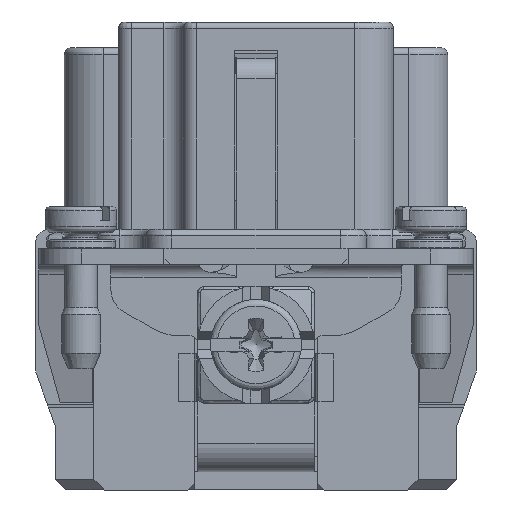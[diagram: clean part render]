
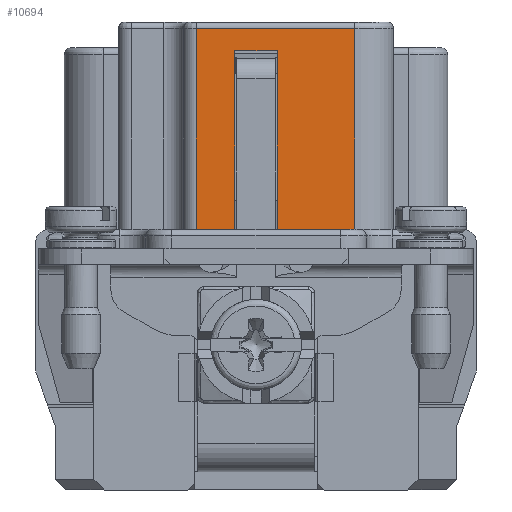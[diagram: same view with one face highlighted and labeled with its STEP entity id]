
A CAD part, left-side view. The second image highlights one B-rep face of the part: STEP entity #10694.
In plain terms, the highlighted planar face has unit normal (-1, 0, 0).
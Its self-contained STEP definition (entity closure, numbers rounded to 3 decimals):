
#9404=FACE_OUTER_BOUND('',#14159,.T.);
#10694=ADVANCED_FACE('',(#9404),#11718,.T.);
#11718=PLANE('',#34864);
#14159=EDGE_LOOP('',(#17103,#17104,#17105,#17106,#17107,#17108,#17109,#17110));
#17103=ORIENTED_EDGE('',*,*,#24903,.T.);
#17104=ORIENTED_EDGE('',*,*,#24896,.T.);
#17105=ORIENTED_EDGE('',*,*,#24904,.T.);
#17106=ORIENTED_EDGE('',*,*,#24905,.T.);
#17107=ORIENTED_EDGE('',*,*,#24884,.F.);
#17108=ORIENTED_EDGE('',*,*,#24881,.T.);
#17109=ORIENTED_EDGE('',*,*,#24755,.T.);
#17110=ORIENTED_EDGE('',*,*,#24906,.T.);
#22360=VERTEX_POINT('',#45918);
#22363=VERTEX_POINT('',#45923);
#22436=VERTEX_POINT('',#46365);
#22437=VERTEX_POINT('',#46395);
#22443=VERTEX_POINT('',#46409);
#22447=VERTEX_POINT('',#46418);
#22451=VERTEX_POINT('',#46429);
#22453=VERTEX_POINT('',#46436);
#24755=EDGE_CURVE('',#22360,#22363,#29006,.T.);
#24881=EDGE_CURVE('',#22436,#22360,#29085,.T.);
#24884=EDGE_CURVE('',#22436,#22437,#29086,.T.);
#24896=EDGE_CURVE('',#22443,#22447,#29097,.T.);
#24903=EDGE_CURVE('',#22451,#22443,#29104,.T.);
#24904=EDGE_CURVE('',#22447,#22453,#29105,.T.);
#24905=EDGE_CURVE('',#22453,#22437,#29106,.T.);
#24906=EDGE_CURVE('',#22363,#22451,#29107,.T.);
#29006=LINE('',#45924,#30847);
#29085=LINE('',#46364,#30926);
#29086=LINE('',#46394,#30927);
#29097=LINE('',#46419,#30938);
#29104=LINE('',#46433,#30945);
#29105=LINE('',#46435,#30946);
#29106=LINE('',#46437,#30947);
#29107=LINE('',#46438,#30948);
#30847=VECTOR('',#38581,1.);
#30926=VECTOR('',#38836,1.);
#30927=VECTOR('',#38843,1.);
#30938=VECTOR('',#38860,1.);
#30945=VECTOR('',#38871,1.);
#30946=VECTOR('',#38874,1.);
#30947=VECTOR('',#38875,1.);
#30948=VECTOR('',#38876,1.);
#34864=AXIS2_PLACEMENT_3D('',#46439,#38877,#38878);
#38581=DIRECTION('',(0.,0.,-1.));
#38836=DIRECTION('',(0.,1.,0.));
#38843=DIRECTION('',(0.,0.,-1.));
#38860=DIRECTION('',(0.,-1.,0.));
#38871=DIRECTION('',(0.,0.,1.));
#38874=DIRECTION('',(0.,0.,-1.));
#38875=DIRECTION('',(0.,-1.,0.));
#38876=DIRECTION('',(0.,-1.,0.));
#38877=DIRECTION('',(-1.,0.,0.));
#38878=DIRECTION('',(0.,-1.,0.));
#45918=CARTESIAN_POINT('',(-22.,4.6,18.2));
#45923=CARTESIAN_POINT('',(-22.,4.6,2.7));
#45924=CARTESIAN_POINT('',(-22.,4.6,18.2));
#46364=CARTESIAN_POINT('',(-22.,-7.6,18.2));
#46365=CARTESIAN_POINT('',(-22.,-7.6,18.2));
#46394=CARTESIAN_POINT('',(-22.,-7.6,18.2));
#46395=CARTESIAN_POINT('',(-22.,-7.6,2.7));
#46409=CARTESIAN_POINT('',(-22.,1.65,16.5));
#46418=CARTESIAN_POINT('',(-22.,-1.65,16.5));
#46419=CARTESIAN_POINT('',(-22.,1.65,16.5));
#46429=CARTESIAN_POINT('',(-22.,1.65,2.7));
#46433=CARTESIAN_POINT('',(-22.,1.65,2.7));
#46435=CARTESIAN_POINT('',(-22.,-1.65,16.5));
#46436=CARTESIAN_POINT('',(-22.,-1.65,2.7));
#46437=CARTESIAN_POINT('',(-22.,-1.65,2.7));
#46438=CARTESIAN_POINT('',(-22.,4.6,2.7));
#46439=CARTESIAN_POINT('',(-22.,4.6,2.7));
